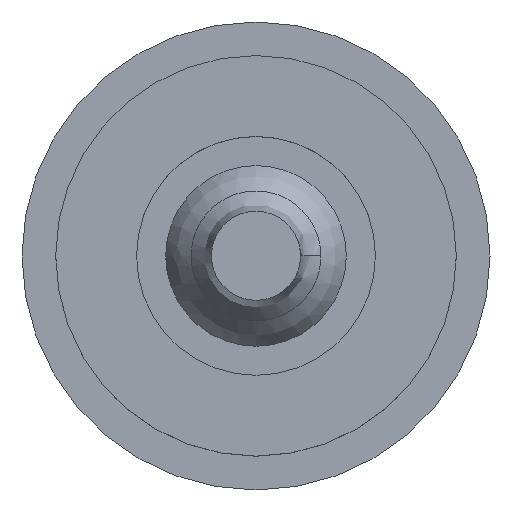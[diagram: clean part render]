
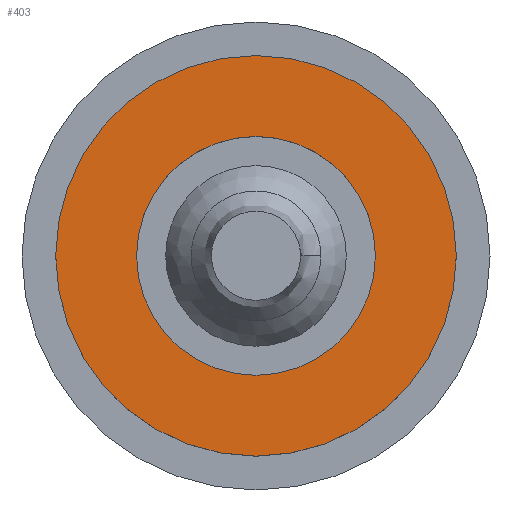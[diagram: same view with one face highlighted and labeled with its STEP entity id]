
A CAD part, top view. The second image highlights one B-rep face of the part: STEP entity #403.
In plain terms, the highlighted planar face has unit normal (0, 0, 1).
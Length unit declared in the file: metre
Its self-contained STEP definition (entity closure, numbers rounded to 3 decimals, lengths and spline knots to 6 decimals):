
#25=FACE_BOUND('',#137,.T.);
#66=PLANE('',#483);
#99=FACE_OUTER_BOUND('',#136,.T.);
#136=EDGE_LOOP('',(#350));
#137=EDGE_LOOP('',(#351));
#175=CIRCLE('',#482,0.042794);
#176=CIRCLE('',#484,0.025522);
#215=VERTEX_POINT('',#970);
#216=VERTEX_POINT('',#974);
#261=EDGE_CURVE('',#215,#215,#175,.T.);
#263=EDGE_CURVE('',#216,#216,#176,.T.);
#350=ORIENTED_EDGE('',*,*,#261,.T.);
#351=ORIENTED_EDGE('',*,*,#263,.F.);
#403=ADVANCED_FACE('',(#99,#25),#66,.T.);
#482=AXIS2_PLACEMENT_3D('',#971,#606,#607);
#483=AXIS2_PLACEMENT_3D('',#973,#609,#610);
#484=AXIS2_PLACEMENT_3D('',#975,#611,#612);
#606=DIRECTION('center_axis',(0.,0.,1.));
#607=DIRECTION('ref_axis',(1.,0.,0.));
#609=DIRECTION('center_axis',(0.,0.,1.));
#610=DIRECTION('ref_axis',(1.,0.,0.));
#611=DIRECTION('center_axis',(0.,0.,1.));
#612=DIRECTION('ref_axis',(1.,0.,0.));
#970=CARTESIAN_POINT('',(-0.042794,0.,0.01905));
#971=CARTESIAN_POINT('Origin',(0.,0.,0.01905));
#973=CARTESIAN_POINT('Origin',(0.025522,0.,0.01905));
#974=CARTESIAN_POINT('',(-0.025522,0.,0.01905));
#975=CARTESIAN_POINT('Origin',(0.,0.,0.01905));
